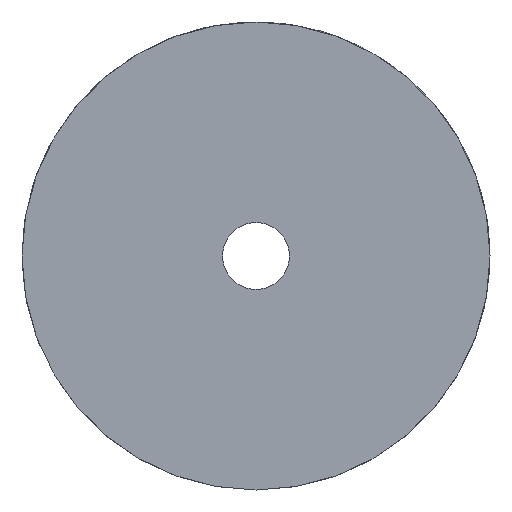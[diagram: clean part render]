
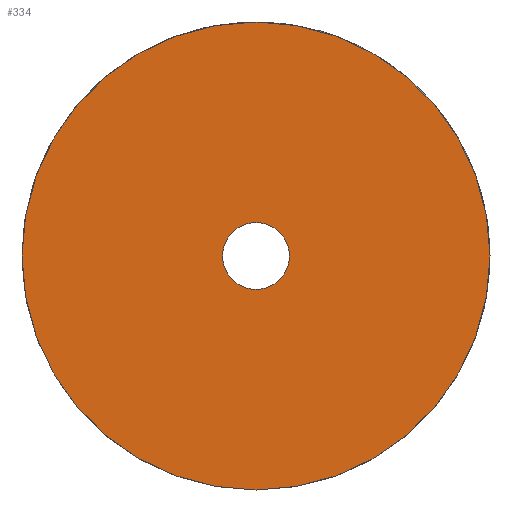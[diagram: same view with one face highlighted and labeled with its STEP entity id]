
A CAD part, left-side view. The second image highlights one B-rep face of the part: STEP entity #334.
In plain terms, the highlighted planar face has unit normal (-1, 0, 0).
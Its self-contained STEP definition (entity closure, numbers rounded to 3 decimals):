
#334 = ADVANCED_FACE( '', ( #674, #675 ), #676, .F. );
#674 = FACE_OUTER_BOUND( '', #1009, .T. );
#675 = FACE_BOUND( '', #1010, .T. );
#676 = PLANE( '', #1011 );
#1009 = EDGE_LOOP( '', ( #1823 ) );
#1010 = EDGE_LOOP( '', ( #1824 ) );
#1011 = AXIS2_PLACEMENT_3D( '', #1825, #1826, #1827 );
#1823 = ORIENTED_EDGE( '', *, *, #2039, .F. );
#1824 = ORIENTED_EDGE( '', *, *, #2099, .T. );
#1825 = CARTESIAN_POINT( '', ( 0., 0., 0. ) );
#1826 = DIRECTION( '', ( 1., 0., 0. ) );
#1827 = DIRECTION( '', ( 0., 0., -1. ) );
#2039 = EDGE_CURVE( '', #2440, #2440, #2441, .T. );
#2099 = EDGE_CURVE( '', #2509, #2509, #2510, .T. );
#2440 = VERTEX_POINT( '', #2884 );
#2441 = CIRCLE( '', #2885, 21. );
#2509 = VERTEX_POINT( '', #2960 );
#2510 = CIRCLE( '', #2961, 3. );
#2884 = CARTESIAN_POINT( '', ( 0., 0., -21. ) );
#2885 = AXIS2_PLACEMENT_3D( '', #3389, #3390, #3391 );
#2960 = CARTESIAN_POINT( '', ( 0., 0., -3. ) );
#2961 = AXIS2_PLACEMENT_3D( '', #3504, #3505, #3506 );
#3389 = CARTESIAN_POINT( '', ( 0., 0., 0. ) );
#3390 = DIRECTION( '', ( 1., 0., 0. ) );
#3391 = DIRECTION( '', ( 0., 0., -1. ) );
#3504 = CARTESIAN_POINT( '', ( 0., 0., 0. ) );
#3505 = DIRECTION( '', ( 1., 0., 0. ) );
#3506 = DIRECTION( '', ( 0., 0., -1. ) );
